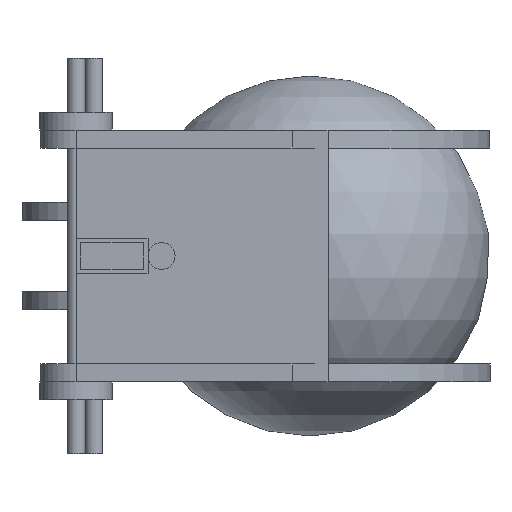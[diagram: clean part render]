
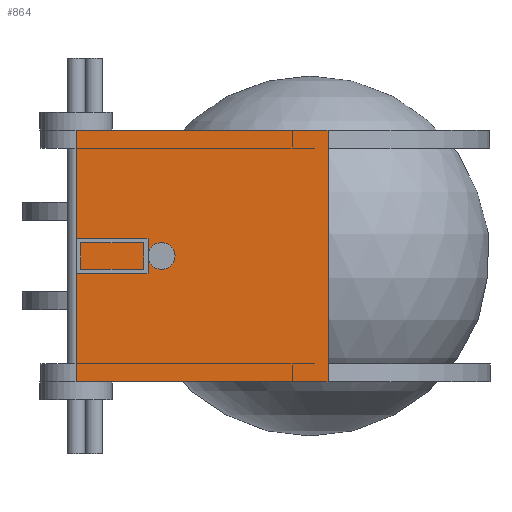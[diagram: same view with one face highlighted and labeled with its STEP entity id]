
A CAD part, left-side view. The second image highlights one B-rep face of the part: STEP entity #864.
In plain terms, the highlighted face is planar.
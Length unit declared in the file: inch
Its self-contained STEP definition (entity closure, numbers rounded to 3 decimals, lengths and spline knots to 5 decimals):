
#112=PLANE('',#958);
#154=LINE('',#1415,#219);
#158=LINE('',#1423,#223);
#161=LINE('',#1429,#226);
#164=LINE('',#1434,#229);
#219=VECTOR('',#1156,7.);
#223=VECTOR('',#1162,7.);
#226=VECTOR('',#1167,7.);
#229=VECTOR('',#1172,7.);
#313=FACE_OUTER_BOUND('',#378,.T.);
#378=EDGE_LOOP('',(#748,#749,#750,#751));
#482=VERTEX_POINT('',#1413);
#483=VERTEX_POINT('',#1414);
#486=VERTEX_POINT('',#1422);
#488=VERTEX_POINT('',#1428);
#570=EDGE_CURVE('',#482,#483,#154,.T.);
#574=EDGE_CURVE('',#486,#482,#158,.T.);
#577=EDGE_CURVE('',#488,#486,#161,.T.);
#580=EDGE_CURVE('',#483,#488,#164,.T.);
#748=ORIENTED_EDGE('',*,*,#580,.F.);
#749=ORIENTED_EDGE('',*,*,#570,.F.);
#750=ORIENTED_EDGE('',*,*,#574,.F.);
#751=ORIENTED_EDGE('',*,*,#577,.F.);
#864=ADVANCED_FACE('',(#313),#112,.F.);
#958=AXIS2_PLACEMENT_3D('',#1437,#1176,#1177);
#1156=DIRECTION('',(0.,-1.,0.));
#1162=DIRECTION('',(-1.,0.,0.));
#1167=DIRECTION('',(0.,1.,0.));
#1172=DIRECTION('',(1.,0.,0.));
#1176=DIRECTION('center_axis',(0.,0.,1.));
#1177=DIRECTION('ref_axis',(1.,0.,0.));
#1413=CARTESIAN_POINT('',(0.,7.,0.));
#1414=CARTESIAN_POINT('',(0.,0.,0.));
#1415=CARTESIAN_POINT('',(0.,7.,0.));
#1422=CARTESIAN_POINT('',(7.,7.,0.));
#1423=CARTESIAN_POINT('',(7.,7.,0.));
#1428=CARTESIAN_POINT('',(7.,0.,0.));
#1429=CARTESIAN_POINT('',(7.,0.,0.));
#1434=CARTESIAN_POINT('',(0.,0.,0.));
#1437=CARTESIAN_POINT('Origin',(3.5,3.5,0.));
